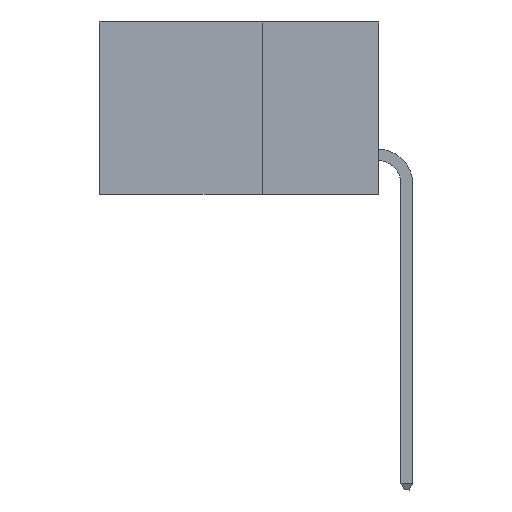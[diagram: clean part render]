
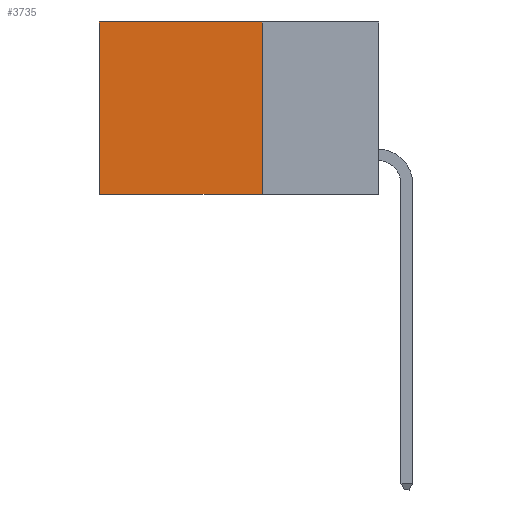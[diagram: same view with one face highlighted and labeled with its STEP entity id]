
A CAD part, left-side view. The second image highlights one B-rep face of the part: STEP entity #3735.
In plain terms, the highlighted planar face has unit normal (-1, 0, 0).
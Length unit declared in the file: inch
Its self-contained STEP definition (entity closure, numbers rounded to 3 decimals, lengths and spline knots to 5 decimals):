
#269 = VERTEX_POINT ( 'NONE', #3521 ) ;
#782 = LINE ( 'NONE', #4555, #7018 ) ;
#1162 = DIRECTION ( 'NONE',  ( 0., 0., -1. ) ) ;
#1171 = VERTEX_POINT ( 'NONE', #6775 ) ;
#1231 = VECTOR ( 'NONE', #6901, 39.37008 ) ;
#1525 = ORIENTED_EDGE ( 'NONE', *, *, #2264, .T. ) ;
#1570 = FACE_OUTER_BOUND ( 'NONE', #8083, .T. ) ;
#2235 = CARTESIAN_POINT ( 'NONE',  ( 0.2615, 0.6, 0. ) ) ;
#2264 = EDGE_CURVE ( 'NONE', #1171, #2838, #6356, .T. ) ;
#2434 = LINE ( 'NONE', #7026, #4201 ) ;
#2838 = VERTEX_POINT ( 'NONE', #2235 ) ;
#2951 = AXIS2_PLACEMENT_3D ( 'NONE', #4823, #8129, #4192 ) ;
#3022 = EDGE_CURVE ( 'NONE', #1171, #269, #2434, .T. ) ;
#3114 = CARTESIAN_POINT ( 'NONE',  ( 0.2615, 0.25, 0. ) ) ;
#3398 = DIRECTION ( 'NONE',  ( 0., 1., 0. ) ) ;
#3521 = CARTESIAN_POINT ( 'NONE',  ( 0.2615, 0.25, -0.37 ) ) ;
#3658 = CARTESIAN_POINT ( 'NONE',  ( 0.2615, 0.6, -0.37 ) ) ;
#3735 = ADVANCED_FACE ( 'NONE', ( #1570 ), #4267, .F. ) ;
#4015 = VECTOR ( 'NONE', #8308, 39.37008 ) ;
#4192 = DIRECTION ( 'NONE',  ( 0., 0., -1. ) ) ;
#4201 = VECTOR ( 'NONE', #1162, 39.37008 ) ;
#4267 = PLANE ( 'NONE',  #2951 ) ;
#4555 = CARTESIAN_POINT ( 'NONE',  ( 0.2615, 0.25, -0.37 ) ) ;
#4655 = VERTEX_POINT ( 'NONE', #8105 ) ;
#4823 = CARTESIAN_POINT ( 'NONE',  ( 0.2615, 0.25, -0.37 ) ) ;
#4935 = ORIENTED_EDGE ( 'NONE', *, *, #5337, .F. ) ;
#5337 = EDGE_CURVE ( 'NONE', #269, #4655, #782, .T. ) ;
#5705 = ORIENTED_EDGE ( 'NONE', *, *, #3022, .F. ) ;
#6356 = LINE ( 'NONE', #3114, #4015 ) ;
#6775 = CARTESIAN_POINT ( 'NONE',  ( 0.2615, 0.25, 0. ) ) ;
#6858 = LINE ( 'NONE', #3658, #1231 ) ;
#6901 = DIRECTION ( 'NONE',  ( 0., 0., -1. ) ) ;
#7018 = VECTOR ( 'NONE', #3398, 39.37008 ) ;
#7026 = CARTESIAN_POINT ( 'NONE',  ( 0.2615, 0.25, -0.37 ) ) ;
#7271 = ORIENTED_EDGE ( 'NONE', *, *, #7533, .T. ) ;
#7533 = EDGE_CURVE ( 'NONE', #2838, #4655, #6858, .T. ) ;
#8083 = EDGE_LOOP ( 'NONE', ( #7271, #4935, #5705, #1525 ) ) ;
#8105 = CARTESIAN_POINT ( 'NONE',  ( 0.2615, 0.6, -0.37 ) ) ;
#8129 = DIRECTION ( 'NONE',  ( 1., 0., 0. ) ) ;
#8308 = DIRECTION ( 'NONE',  ( 0., 1., 0. ) ) ;
